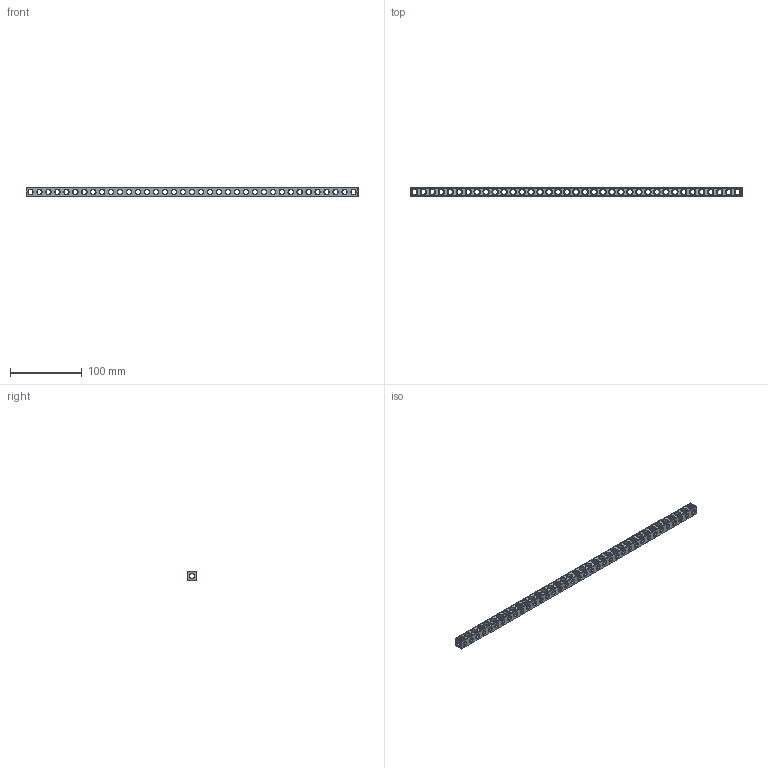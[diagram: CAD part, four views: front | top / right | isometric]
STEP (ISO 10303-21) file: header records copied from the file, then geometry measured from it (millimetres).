
FILE_DESCRIPTION(('FreeCAD Model'),'2;1');
FILE_NAME('Open CASCADE Shape Model','2021-05-30T21:24:02',( 'Paulo Kiefe'),('STEMFIE.org'),'Open CASCADE STEP processor 7.4', 'FreeCAD','Unknown');
FILE_SCHEMA(('AUTOMOTIVE_DESIGN { 1 0 10303 214 1 1 1 1 }'));
Products named in the file (1): Beam_STR_ESS_BU37x01x01_-_SPN-BEM-0074_(stemfie.org)
Bounding box: 462.5 x 12.5 x 12.5 mm (x, y, z)
Volume: 36119.6 mm3; surface area: 32292 mm2
Topology: 1 solids, 1 shells, 846 faces, 2761 edges, 1840 vertices
Faces by surface type: plane 383, cylinder 223, cone 150, extrusion 90
Full cylindrical faces by diameter (mm): 7 x186, 9.2 x37
Entity records: 79422 total; most frequent: CARTESIAN_POINT 27556, DIRECTION 8885, ORIENTED_EDGE 5522, PCURVE 5522, DEFINITIONAL_REPRESENTATION 5522, VECTOR 4883, LINE 4793, EDGE_CURVE 2761
